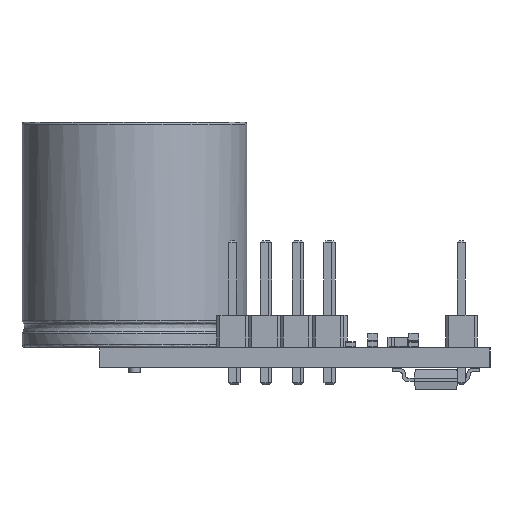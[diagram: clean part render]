
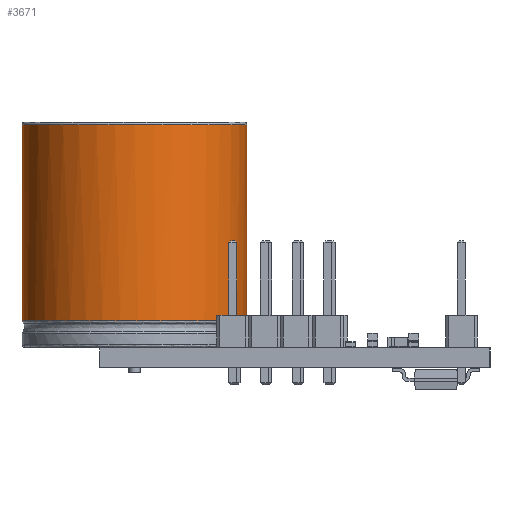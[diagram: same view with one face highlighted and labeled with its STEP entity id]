
A CAD part, left-side view. The second image highlights one B-rep face of the part: STEP entity #3671.
In plain terms, the highlighted cylindrical face has radius 9 mm (diameter 18 mm), a partial arc.
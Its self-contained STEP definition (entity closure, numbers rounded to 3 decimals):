
#3318 = VERTEX_POINT('',#3319);
#3319 = CARTESIAN_POINT('',(12.065,-3.444,
    2.135));
#3330 = EDGE_CURVE('',#3318,#3331,#3333,.T.);
#3331 = VERTEX_POINT('',#3332);
#3332 = CARTESIAN_POINT('',(12.065,3.444,
    2.135));
#3333 = B_SPLINE_CURVE_WITH_KNOTS('',12,(#3334,#3335,#3336,#3337,#3338,
    #3339,#3340,#3341,#3342,#3343,#3344,#3345,#3346,#3347,#3348,#3349,
    #3350,#3351,#3352,#3353,#3354,#3355,#3356,#3357,#3358,#3359,#3360,
    #3361,#3362,#3363,#3364,#3365,#3366,#3367,#3368),.UNSPECIFIED.,.F.,
  .F.,(13,11,11,13),(-2.108,0.,49.48,
    51.588),.UNSPECIFIED.);
#3334 = CARTESIAN_POINT('',(12.872,-1.496,
    2.135));
#3335 = CARTESIAN_POINT('',(12.804,-1.66,
    2.135));
#3336 = CARTESIAN_POINT('',(12.736,-1.823,
    2.135));
#3337 = CARTESIAN_POINT('',(12.669,-1.986,
    2.135));
#3338 = CARTESIAN_POINT('',(12.601,-2.149,
    2.135));
#3339 = CARTESIAN_POINT('',(12.534,-2.312,
    2.135));
#3340 = CARTESIAN_POINT('',(12.467,-2.474,
    2.135));
#3341 = CARTESIAN_POINT('',(12.4,-2.636,
    2.135));
#3342 = CARTESIAN_POINT('',(12.332,-2.798,
    2.135));
#3343 = CARTESIAN_POINT('',(12.265,-2.96,
    2.135));
#3344 = CARTESIAN_POINT('',(12.199,-3.122,
    2.135));
#3345 = CARTESIAN_POINT('',(12.132,-3.283,
    2.135));
#3346 = CARTESIAN_POINT('',(10.498,-7.227,
    2.135));
#3347 = CARTESIAN_POINT('',(7.028,-10.29,
    2.135));
#3348 = CARTESIAN_POINT('',(2.02,-11.504,
    2.135));
#3349 = CARTESIAN_POINT('',(-3.35,-9.925,
    2.135));
#3350 = CARTESIAN_POINT('',(-7.348,-5.986,
    2.135));
#3351 = CARTESIAN_POINT('',(-9.352,0.,
    2.135));
#3352 = CARTESIAN_POINT('',(-7.348,5.986,
    2.135));
#3353 = CARTESIAN_POINT('',(-3.35,9.925,
    2.135));
#3354 = CARTESIAN_POINT('',(2.02,11.504,2.135)
  );
#3355 = CARTESIAN_POINT('',(7.028,10.29,
    2.135));
#3356 = CARTESIAN_POINT('',(10.498,7.227,
    2.135));
#3357 = CARTESIAN_POINT('',(12.132,3.283,
    2.135));
#3358 = CARTESIAN_POINT('',(12.199,3.122,
    2.135));
#3359 = CARTESIAN_POINT('',(12.265,2.96,
    2.135));
#3360 = CARTESIAN_POINT('',(12.332,2.798,2.135
    ));
#3361 = CARTESIAN_POINT('',(12.4,2.636,
    2.135));
#3362 = CARTESIAN_POINT('',(12.467,2.474,2.135
    ));
#3363 = CARTESIAN_POINT('',(12.534,2.312,
    2.135));
#3364 = CARTESIAN_POINT('',(12.601,2.149,2.135
    ));
#3365 = CARTESIAN_POINT('',(12.669,1.986,
    2.135));
#3366 = CARTESIAN_POINT('',(12.736,1.823,
    2.135));
#3367 = CARTESIAN_POINT('',(12.804,1.66,2.135
    ));
#3368 = CARTESIAN_POINT('',(12.872,1.496,
    2.135));
#3671 = ADVANCED_FACE('',(#3672),#3698,.T.);
#3672 = FACE_BOUND('',#3673,.T.);
#3673 = EDGE_LOOP('',(#3674,#3685,#3691,#3692));
#3674 = ORIENTED_EDGE('',*,*,#3675,.T.);
#3675 = EDGE_CURVE('',#3676,#3678,#3680,.T.);
#3676 = VERTEX_POINT('',#3677);
#3677 = CARTESIAN_POINT('',(12.065,-3.444,17.8));
#3678 = VERTEX_POINT('',#3679);
#3679 = CARTESIAN_POINT('',(12.065,3.444,17.8));
#3680 = CIRCLE('',#3681,9.);
#3681 = AXIS2_PLACEMENT_3D('',#3682,#3683,#3684);
#3682 = CARTESIAN_POINT('',(3.75,0.,17.8));
#3683 = DIRECTION('',(0.,-0.,-1.));
#3684 = DIRECTION('',(0.924,-0.383,0.));
#3685 = ORIENTED_EDGE('',*,*,#3686,.F.);
#3686 = EDGE_CURVE('',#3331,#3678,#3687,.T.);
#3687 = LINE('',#3688,#3689);
#3688 = CARTESIAN_POINT('',(12.065,3.444,2.));
#3689 = VECTOR('',#3690,1.);
#3690 = DIRECTION('',(0.,0.,1.));
#3691 = ORIENTED_EDGE('',*,*,#3330,.F.);
#3692 = ORIENTED_EDGE('',*,*,#3693,.T.);
#3693 = EDGE_CURVE('',#3318,#3676,#3694,.T.);
#3694 = LINE('',#3695,#3696);
#3695 = CARTESIAN_POINT('',(12.065,-3.444,2.));
#3696 = VECTOR('',#3697,1.);
#3697 = DIRECTION('',(0.,0.,1.));
#3698 = CYLINDRICAL_SURFACE('',#3699,9.);
#3699 = AXIS2_PLACEMENT_3D('',#3700,#3701,#3702);
#3700 = CARTESIAN_POINT('',(3.75,0.,2.));
#3701 = DIRECTION('',(0.,0.,1.));
#3702 = DIRECTION('',(0.924,-0.383,0.));
